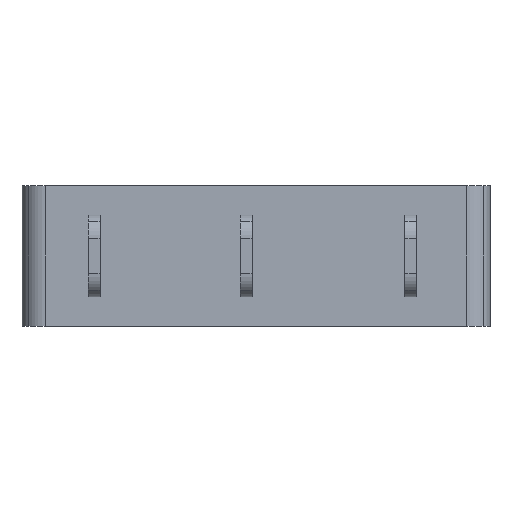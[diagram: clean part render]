
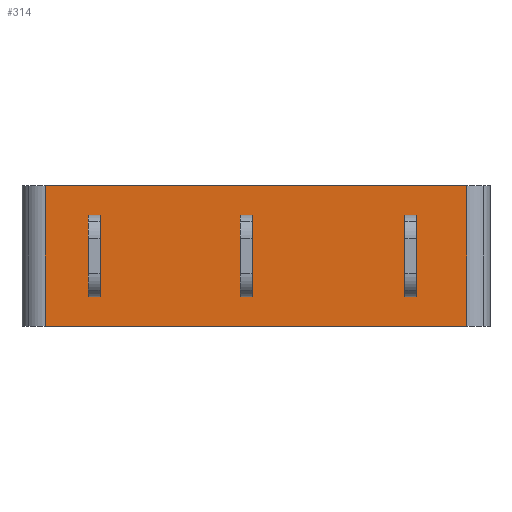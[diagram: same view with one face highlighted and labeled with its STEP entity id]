
A CAD part, front view. The second image highlights one B-rep face of the part: STEP entity #314.
In plain terms, the highlighted planar face has unit normal (0, -1, 0).
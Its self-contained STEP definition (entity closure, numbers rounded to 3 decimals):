
#11 = ORIENTED_EDGE ( 'NONE', *, *, #2286, .F. ) ;
#21 = CARTESIAN_POINT ( 'NONE',  ( 1.323, -2.624, 4.75 ) ) ;
#33 = CARTESIAN_POINT ( 'NONE',  ( -10.37, -2.624, 1.25 ) ) ;
#37 = LINE ( 'NONE', #2633, #2175 ) ;
#50 = DIRECTION ( 'NONE',  ( 0., 0., 1. ) ) ;
#88 = EDGE_CURVE ( 'NONE', #3076, #2822, #1735, .T. ) ;
#90 = FACE_BOUND ( 'NONE', #1511, .T. ) ;
#92 = VECTOR ( 'NONE', #2987, 1000. ) ;
#123 = EDGE_CURVE ( 'NONE', #2408, #619, #248, .T. ) ;
#138 = EDGE_CURVE ( 'NONE', #2057, #1734, #2199, .T. ) ;
#184 = ORIENTED_EDGE ( 'NONE', *, *, #1180, .T. ) ;
#227 = DIRECTION ( 'NONE',  ( 0., 0., -1. ) ) ;
#248 = LINE ( 'NONE', #33, #2056 ) ;
#259 = VECTOR ( 'NONE', #2002, 1000. ) ;
#261 = CARTESIAN_POINT ( 'NONE',  ( 1.823, -2.624, 0.625 ) ) ;
#308 = AXIS2_PLACEMENT_3D ( 'NONE', #1109, #3045, #399 ) ;
#314 = ADVANCED_FACE ( 'NONE', ( #832, #2728, #2971, #90 ), #587, .T. ) ;
#354 = VERTEX_POINT ( 'NONE', #1852 ) ;
#357 = VECTOR ( 'NONE', #1028, 1000. ) ;
#365 = VECTOR ( 'NONE', #227, 1000. ) ;
#399 = DIRECTION ( 'NONE',  ( 0., 0., -1. ) ) ;
#444 = ORIENTED_EDGE ( 'NONE', *, *, #2238, .T. ) ;
#483 = ORIENTED_EDGE ( 'NONE', *, *, #1341, .T. ) ;
#503 = DIRECTION ( 'NONE',  ( 0., 0., -1. ) ) ;
#510 = ORIENTED_EDGE ( 'NONE', *, *, #1876, .F. ) ;
#532 = VERTEX_POINT ( 'NONE', #3096 ) ;
#567 = CARTESIAN_POINT ( 'NONE',  ( 1.323, -2.624, 2.375 ) ) ;
#587 = PLANE ( 'NONE',  #308 ) ;
#614 = ORIENTED_EDGE ( 'NONE', *, *, #878, .T. ) ;
#615 = DIRECTION ( 'NONE',  ( -1., 0., 0. ) ) ;
#619 = VERTEX_POINT ( 'NONE', #2935 ) ;
#660 = VECTOR ( 'NONE', #781, 1000. ) ;
#664 = VERTEX_POINT ( 'NONE', #2717 ) ;
#682 = EDGE_CURVE ( 'NONE', #2236, #3076, #846, .T. ) ;
#725 = DIRECTION ( 'NONE',  ( 0., 0., 1. ) ) ;
#781 = DIRECTION ( 'NONE',  ( 1., 0., 0. ) ) ;
#783 = CARTESIAN_POINT ( 'NONE',  ( -14.036, -2.624, 0. ) ) ;
#790 = EDGE_CURVE ( 'NONE', #664, #828, #1867, .T. ) ;
#801 = VECTOR ( 'NONE', #2631, 1000. ) ;
#828 = VERTEX_POINT ( 'NONE', #2772 ) ;
#832 = FACE_OUTER_BOUND ( 'NONE', #1790, .T. ) ;
#836 = CARTESIAN_POINT ( 'NONE',  ( -14.036, -2.624, 0. ) ) ;
#846 = LINE ( 'NONE', #2045, #1195 ) ;
#878 = EDGE_CURVE ( 'NONE', #532, #2408, #1727, .T. ) ;
#892 = CARTESIAN_POINT ( 'NONE',  ( -6.857, -2.624, 1.25 ) ) ;
#912 = VECTOR ( 'NONE', #1473, 1000. ) ;
#928 = CARTESIAN_POINT ( 'NONE',  ( 4.964, -2.624, 6. ) ) ;
#969 = CARTESIAN_POINT ( 'NONE',  ( -6.607, -2.624, 4.75 ) ) ;
#1015 = DIRECTION ( 'NONE',  ( 0., 0., -1. ) ) ;
#1026 = CARTESIAN_POINT ( 'NONE',  ( -10.12, -2.624, 4.75 ) ) ;
#1028 = DIRECTION ( 'NONE',  ( 0., 0., 1. ) ) ;
#1038 = CARTESIAN_POINT ( 'NONE',  ( -13.367, -2.624, 4.75 ) ) ;
#1083 = LINE ( 'NONE', #1038, #92 ) ;
#1109 = CARTESIAN_POINT ( 'NONE',  ( -15.036, -2.624, 0. ) ) ;
#1157 = VERTEX_POINT ( 'NONE', #2449 ) ;
#1168 = ORIENTED_EDGE ( 'NONE', *, *, #682, .T. ) ;
#1180 = EDGE_CURVE ( 'NONE', #619, #1857, #2189, .T. ) ;
#1184 = EDGE_LOOP ( 'NONE', ( #184, #2364, #614, #1234 ) ) ;
#1195 = VECTOR ( 'NONE', #2996, 1000. ) ;
#1199 = CARTESIAN_POINT ( 'NONE',  ( 3.964, -2.624, 0. ) ) ;
#1203 = CARTESIAN_POINT ( 'NONE',  ( -12.199, -2.624, 2.375 ) ) ;
#1234 = ORIENTED_EDGE ( 'NONE', *, *, #123, .T. ) ;
#1335 = VECTOR ( 'NONE', #615, 1000. ) ;
#1341 = EDGE_CURVE ( 'NONE', #2822, #1539, #1083, .T. ) ;
#1346 = ORIENTED_EDGE ( 'NONE', *, *, #138, .T. ) ;
#1357 = VERTEX_POINT ( 'NONE', #836 ) ;
#1372 = DIRECTION ( 'NONE',  ( 1., 0., 0. ) ) ;
#1376 = ORIENTED_EDGE ( 'NONE', *, *, #88, .T. ) ;
#1385 = EDGE_CURVE ( 'NONE', #2389, #1357, #2525, .T. ) ;
#1473 = DIRECTION ( 'NONE',  ( 0., 0., -1. ) ) ;
#1480 = CARTESIAN_POINT ( 'NONE',  ( -5.704, -2.624, 2.375 ) ) ;
#1483 = CARTESIAN_POINT ( 'NONE',  ( -5.204, -2.624, 0.625 ) ) ;
#1511 = EDGE_LOOP ( 'NONE', ( #1376, #483, #444, #1168 ) ) ;
#1525 = CARTESIAN_POINT ( 'NONE',  ( -5.704, -2.624, 4.75 ) ) ;
#1539 = VERTEX_POINT ( 'NONE', #1947 ) ;
#1573 = ORIENTED_EDGE ( 'NONE', *, *, #1385, .F. ) ;
#1629 = CARTESIAN_POINT ( 'NONE',  ( 4.964, -2.624, 0. ) ) ;
#1707 = VECTOR ( 'NONE', #725, 1000. ) ;
#1727 = LINE ( 'NONE', #1483, #2298 ) ;
#1734 = VERTEX_POINT ( 'NONE', #3073 ) ;
#1735 = LINE ( 'NONE', #1203, #2701 ) ;
#1747 = LINE ( 'NONE', #1026, #660 ) ;
#1790 = EDGE_LOOP ( 'NONE', ( #510, #1573, #2310, #11 ) ) ;
#1852 = CARTESIAN_POINT ( 'NONE',  ( -14.036, -2.624, 6. ) ) ;
#1856 = EDGE_CURVE ( 'NONE', #828, #2057, #2695, .T. ) ;
#1857 = VERTEX_POINT ( 'NONE', #1525 ) ;
#1867 = LINE ( 'NONE', #892, #1335 ) ;
#1868 = LINE ( 'NONE', #2365, #365 ) ;
#1875 = CARTESIAN_POINT ( 'NONE',  ( -12.199, -2.624, 4.75 ) ) ;
#1876 = EDGE_CURVE ( 'NONE', #1357, #354, #1991, .T. ) ;
#1947 = CARTESIAN_POINT ( 'NONE',  ( -11.699, -2.624, 4.75 ) ) ;
#1960 = VECTOR ( 'NONE', #2778, 1000. ) ;
#1991 = LINE ( 'NONE', #783, #357 ) ;
#1997 = EDGE_CURVE ( 'NONE', #1157, #2389, #37, .T. ) ;
#2002 = DIRECTION ( 'NONE',  ( 0., 0., 1. ) ) ;
#2045 = CARTESIAN_POINT ( 'NONE',  ( -13.617, -2.624, 1.25 ) ) ;
#2056 = VECTOR ( 'NONE', #2647, 1000. ) ;
#2057 = VERTEX_POINT ( 'NONE', #21 ) ;
#2175 = VECTOR ( 'NONE', #503, 1000. ) ;
#2189 = LINE ( 'NONE', #1480, #1707 ) ;
#2195 = LINE ( 'NONE', #261, #912 ) ;
#2199 = LINE ( 'NONE', #969, #801 ) ;
#2227 = CARTESIAN_POINT ( 'NONE',  ( -5.204, -2.624, 1.25 ) ) ;
#2236 = VERTEX_POINT ( 'NONE', #2382 ) ;
#2238 = EDGE_CURVE ( 'NONE', #1539, #2236, #1868, .T. ) ;
#2280 = ORIENTED_EDGE ( 'NONE', *, *, #790, .T. ) ;
#2286 = EDGE_CURVE ( 'NONE', #354, #1157, #3078, .T. ) ;
#2298 = VECTOR ( 'NONE', #1015, 1000. ) ;
#2310 = ORIENTED_EDGE ( 'NONE', *, *, #1997, .F. ) ;
#2330 = EDGE_CURVE ( 'NONE', #1734, #664, #2195, .T. ) ;
#2364 = ORIENTED_EDGE ( 'NONE', *, *, #3024, .T. ) ;
#2365 = CARTESIAN_POINT ( 'NONE',  ( -11.699, -2.624, 0.625 ) ) ;
#2382 = CARTESIAN_POINT ( 'NONE',  ( -11.699, -2.624, 1.25 ) ) ;
#2389 = VERTEX_POINT ( 'NONE', #1199 ) ;
#2408 = VERTEX_POINT ( 'NONE', #2227 ) ;
#2449 = CARTESIAN_POINT ( 'NONE',  ( 3.964, -2.624, 6. ) ) ;
#2525 = LINE ( 'NONE', #1629, #1960 ) ;
#2580 = EDGE_LOOP ( 'NONE', ( #2796, #1346, #2581, #2280 ) ) ;
#2581 = ORIENTED_EDGE ( 'NONE', *, *, #2330, .T. ) ;
#2631 = DIRECTION ( 'NONE',  ( 1., 0., 0. ) ) ;
#2633 = CARTESIAN_POINT ( 'NONE',  ( 3.964, -2.624, 0. ) ) ;
#2647 = DIRECTION ( 'NONE',  ( -1., 0., 0. ) ) ;
#2695 = LINE ( 'NONE', #567, #259 ) ;
#2701 = VECTOR ( 'NONE', #50, 1000. ) ;
#2717 = CARTESIAN_POINT ( 'NONE',  ( 1.823, -2.624, 1.25 ) ) ;
#2728 = FACE_BOUND ( 'NONE', #1184, .T. ) ;
#2772 = CARTESIAN_POINT ( 'NONE',  ( 1.323, -2.624, 1.25 ) ) ;
#2778 = DIRECTION ( 'NONE',  ( -1., 0., 0. ) ) ;
#2796 = ORIENTED_EDGE ( 'NONE', *, *, #1856, .T. ) ;
#2822 = VERTEX_POINT ( 'NONE', #1875 ) ;
#2868 = VECTOR ( 'NONE', #1372, 1000. ) ;
#2935 = CARTESIAN_POINT ( 'NONE',  ( -5.704, -2.624, 1.25 ) ) ;
#2939 = CARTESIAN_POINT ( 'NONE',  ( -12.199, -2.624, 1.25 ) ) ;
#2971 = FACE_BOUND ( 'NONE', #2580, .T. ) ;
#2987 = DIRECTION ( 'NONE',  ( 1., 0., 0. ) ) ;
#2996 = DIRECTION ( 'NONE',  ( -1., 0., 0. ) ) ;
#3024 = EDGE_CURVE ( 'NONE', #1857, #532, #1747, .T. ) ;
#3045 = DIRECTION ( 'NONE',  ( 0., -1., 0. ) ) ;
#3073 = CARTESIAN_POINT ( 'NONE',  ( 1.823, -2.624, 4.75 ) ) ;
#3076 = VERTEX_POINT ( 'NONE', #2939 ) ;
#3078 = LINE ( 'NONE', #928, #2868 ) ;
#3096 = CARTESIAN_POINT ( 'NONE',  ( -5.204, -2.624, 4.75 ) ) ;
